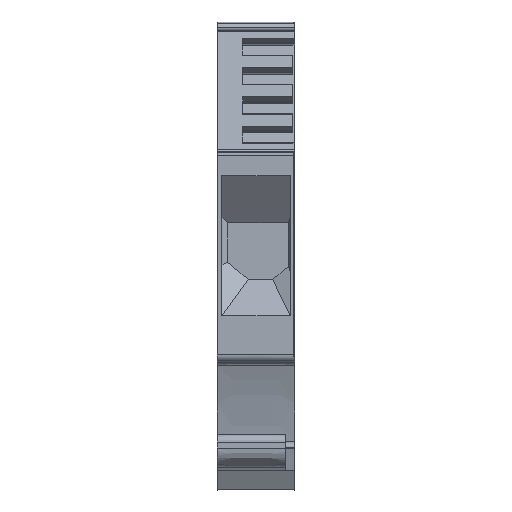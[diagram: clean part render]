
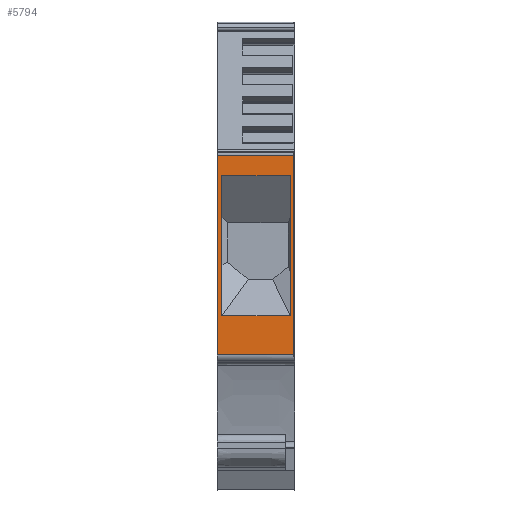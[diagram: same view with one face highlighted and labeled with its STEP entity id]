
A CAD part, front view. The second image highlights one B-rep face of the part: STEP entity #5794.
In plain terms, the highlighted planar face has unit normal (0, -1, 0).
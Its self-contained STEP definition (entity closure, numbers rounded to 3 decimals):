
#5740=AXIS2_PLACEMENT_3D('Plane Axis2P3D',#5737,#5738,#5739) ;
#1238=CARTESIAN_POINT('Vertex',(0.,0.,13.7)) ;
#1241=CARTESIAN_POINT('Line Origine',(0.,0.,23.825)) ;
#1245=CARTESIAN_POINT('Vertex',(0.,0.,33.95)) ;
#5715=CARTESIAN_POINT('Line Origine',(3.95,0.,13.7)) ;
#5719=CARTESIAN_POINT('Vertex',(7.785,0.,13.699)) ;
#5737=CARTESIAN_POINT('Axis2P3D Location',(7.9,0.,13.7)) ;
#5742=CARTESIAN_POINT('Line Origine',(7.785,0.,23.825)) ;
#5746=CARTESIAN_POINT('Vertex',(7.785,0.,33.95)) ;
#5749=CARTESIAN_POINT('Line Origine',(3.892,0.,33.95)) ;
#5760=CARTESIAN_POINT('Line Origine',(7.4,0.,24.75)) ;
#5764=CARTESIAN_POINT('Vertex',(7.4,0.,17.65)) ;
#5766=CARTESIAN_POINT('Vertex',(7.4,0.,31.85)) ;
#5769=CARTESIAN_POINT('Line Origine',(3.95,0.,17.65)) ;
#5773=CARTESIAN_POINT('Vertex',(0.5,0.,17.65)) ;
#5776=CARTESIAN_POINT('Line Origine',(0.5,0.,24.75)) ;
#5780=CARTESIAN_POINT('Vertex',(0.5,0.,31.85)) ;
#5783=CARTESIAN_POINT('Line Origine',(3.95,0.,31.85)) ;
#1242=DIRECTION('Vector Direction',(0.,0.,1.)) ;
#5716=DIRECTION('Vector Direction',(-1.,0.,0.)) ;
#5738=DIRECTION('Axis2P3D Direction',(0.,1.,0.)) ;
#5739=DIRECTION('Axis2P3D XDirection',(0.,0.,1.)) ;
#5743=DIRECTION('Vector Direction',(0.,0.,-1.)) ;
#5750=DIRECTION('Vector Direction',(1.,0.,0.)) ;
#5761=DIRECTION('Vector Direction',(0.,0.,1.)) ;
#5770=DIRECTION('Vector Direction',(1.,0.,0.)) ;
#5777=DIRECTION('Vector Direction',(0.,0.,-1.)) ;
#5784=DIRECTION('Vector Direction',(-1.,0.,0.)) ;
#1243=VECTOR('Line Direction',#1242,1.) ;
#5717=VECTOR('Line Direction',#5716,1.) ;
#5744=VECTOR('Line Direction',#5743,1.) ;
#5751=VECTOR('Line Direction',#5750,1.) ;
#5762=VECTOR('Line Direction',#5761,1.) ;
#5771=VECTOR('Line Direction',#5770,1.) ;
#5778=VECTOR('Line Direction',#5777,1.) ;
#5785=VECTOR('Line Direction',#5784,1.) ;
#5755=ORIENTED_EDGE('',*,*,#5748,.F.) ;
#5756=ORIENTED_EDGE('',*,*,#5753,.F.) ;
#5757=ORIENTED_EDGE('',*,*,#1247,.F.) ;
#5758=ORIENTED_EDGE('',*,*,#5721,.T.) ;
#5789=ORIENTED_EDGE('',*,*,#5768,.F.) ;
#5790=ORIENTED_EDGE('',*,*,#5775,.F.) ;
#5791=ORIENTED_EDGE('',*,*,#5782,.F.) ;
#5792=ORIENTED_EDGE('',*,*,#5787,.F.) ;
#5793=FACE_BOUND('',#5788,.T.) ;
#5794=ADVANCED_FACE('KLTR WTQ6/1',(#5759,#5793),#5741,.F.) ;
#1247=EDGE_CURVE('',#1239,#1246,#1244,.T.) ;
#5721=EDGE_CURVE('',#1239,#5720,#5718,.F.) ;
#5748=EDGE_CURVE('',#5747,#5720,#5745,.T.) ;
#5753=EDGE_CURVE('',#1246,#5747,#5752,.T.) ;
#5768=EDGE_CURVE('',#5765,#5767,#5763,.T.) ;
#5775=EDGE_CURVE('',#5774,#5765,#5772,.T.) ;
#5782=EDGE_CURVE('',#5781,#5774,#5779,.T.) ;
#5787=EDGE_CURVE('',#5767,#5781,#5786,.T.) ;
#5754=EDGE_LOOP('',(#5755,#5756,#5757,#5758)) ;
#5788=EDGE_LOOP('',(#5789,#5790,#5791,#5792)) ;
#5759=FACE_OUTER_BOUND('',#5754,.T.) ;
#1244=LINE('Line',#1241,#1243) ;
#5718=LINE('Line',#5715,#5717) ;
#5745=LINE('Line',#5742,#5744) ;
#5752=LINE('Line',#5749,#5751) ;
#5763=LINE('Line',#5760,#5762) ;
#5772=LINE('Line',#5769,#5771) ;
#5779=LINE('Line',#5776,#5778) ;
#5786=LINE('Line',#5783,#5785) ;
#5741=PLANE('',#5740) ;
#1239=VERTEX_POINT('',#1238) ;
#1246=VERTEX_POINT('',#1245) ;
#5720=VERTEX_POINT('',#5719) ;
#5747=VERTEX_POINT('',#5746) ;
#5765=VERTEX_POINT('',#5764) ;
#5767=VERTEX_POINT('',#5766) ;
#5774=VERTEX_POINT('',#5773) ;
#5781=VERTEX_POINT('',#5780) ;
